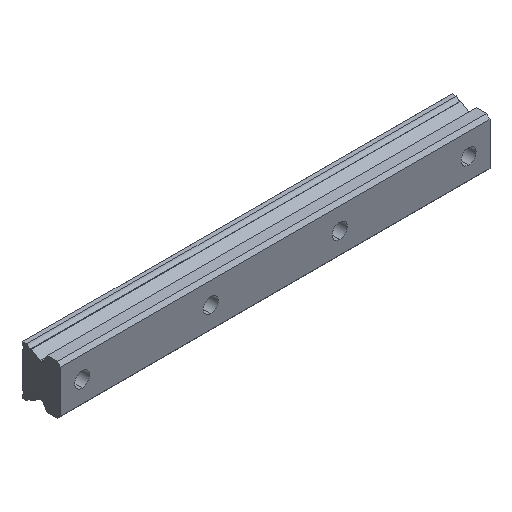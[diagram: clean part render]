
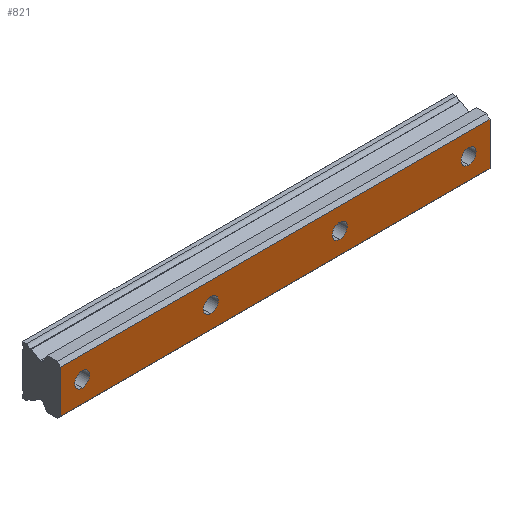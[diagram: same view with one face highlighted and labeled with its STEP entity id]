
A CAD part, isometric view. The second image highlights one B-rep face of the part: STEP entity #821.
In plain terms, the highlighted planar face has unit normal (0, -1, 0).
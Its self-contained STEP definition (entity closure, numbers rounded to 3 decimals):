
#6 = CIRCLE ( 'NONE', #1107, 3.5 ) ;
#7 = ORIENTED_EDGE ( 'NONE', *, *, #1099, .F. ) ;
#8 = DIRECTION ( 'NONE',  ( 0., 0., 1. ) ) ;
#16 = LINE ( 'NONE', #711, #893 ) ;
#17 = CARTESIAN_POINT ( 'NONE',  ( -10., 0., -9.9 ) ) ;
#23 = AXIS2_PLACEMENT_3D ( 'NONE', #1300, #1073, #1089 ) ;
#50 = VERTEX_POINT ( 'NONE', #1419 ) ;
#70 = ORIENTED_EDGE ( 'NONE', *, *, #693, .F. ) ;
#79 = EDGE_CURVE ( 'NONE', #390, #754, #16, .T. ) ;
#100 = DIRECTION ( 'NONE',  ( 0., 0., 1. ) ) ;
#123 = EDGE_CURVE ( 'NONE', #1151, #677, #997, .T. ) ;
#138 = EDGE_LOOP ( 'NONE', ( #169, #70 ) ) ;
#140 = DIRECTION ( 'NONE',  ( 0., -1., 0. ) ) ;
#166 = ORIENTED_EDGE ( 'NONE', *, *, #79, .F. ) ;
#168 = DIRECTION ( 'NONE',  ( 0., 0., 1. ) ) ;
#169 = ORIENTED_EDGE ( 'NONE', *, *, #719, .F. ) ;
#181 = CARTESIAN_POINT ( 'NONE',  ( 120., 0., 0. ) ) ;
#184 = LINE ( 'NONE', #431, #1141 ) ;
#225 = ORIENTED_EDGE ( 'NONE', *, *, #499, .F. ) ;
#227 = CARTESIAN_POINT ( 'NONE',  ( 120., 0., 0. ) ) ;
#234 = ORIENTED_EDGE ( 'NONE', *, *, #1048, .F. ) ;
#239 = CIRCLE ( 'NONE', #1055, 3.5 ) ;
#241 = CIRCLE ( 'NONE', #803, 3.5 ) ;
#261 = VECTOR ( 'NONE', #1115, 1000. ) ;
#274 = EDGE_CURVE ( 'NONE', #547, #390, #184, .T. ) ;
#297 = DIRECTION ( 'NONE',  ( 0., 0., 1. ) ) ;
#311 = CARTESIAN_POINT ( 'NONE',  ( 180., 0., -3.5 ) ) ;
#372 = CARTESIAN_POINT ( 'NONE',  ( 0., 0., 0. ) ) ;
#375 = CARTESIAN_POINT ( 'NONE',  ( 60., 0., 0. ) ) ;
#376 = FACE_BOUND ( 'NONE', #1058, .T. ) ;
#390 = VERTEX_POINT ( 'NONE', #1298 ) ;
#392 = EDGE_CURVE ( 'NONE', #794, #1370, #1053, .T. ) ;
#397 = DIRECTION ( 'NONE',  ( 0., 0., 1. ) ) ;
#401 = LINE ( 'NONE', #1339, #1359 ) ;
#431 = CARTESIAN_POINT ( 'NONE',  ( 190., 0., 9.9 ) ) ;
#447 = CARTESIAN_POINT ( 'NONE',  ( 120., 0., 3.5 ) ) ;
#469 = EDGE_CURVE ( 'NONE', #1139, #1227, #1504, .T. ) ;
#499 = EDGE_CURVE ( 'NONE', #754, #1507, #735, .T. ) ;
#513 = ORIENTED_EDGE ( 'NONE', *, *, #1468, .F. ) ;
#518 = CARTESIAN_POINT ( 'NONE',  ( 190., 0., -9.9 ) ) ;
#547 = VERTEX_POINT ( 'NONE', #1106 ) ;
#576 = ORIENTED_EDGE ( 'NONE', *, *, #469, .F. ) ;
#595 = CIRCLE ( 'NONE', #639, 3.5 ) ;
#596 = DIRECTION ( 'NONE',  ( 0., 0., 1. ) ) ;
#626 = DIRECTION ( 'NONE',  ( 0., -1., 0. ) ) ;
#639 = AXIS2_PLACEMENT_3D ( 'NONE', #375, #836, #397 ) ;
#677 = VERTEX_POINT ( 'NONE', #1347 ) ;
#682 = AXIS2_PLACEMENT_3D ( 'NONE', #181, #1525, #100 ) ;
#693 = EDGE_CURVE ( 'NONE', #50, #858, #772, .T. ) ;
#698 = CARTESIAN_POINT ( 'NONE',  ( 0., 0., 3.5 ) ) ;
#711 = CARTESIAN_POINT ( 'NONE',  ( 190., 0., 9.9 ) ) ;
#715 = CARTESIAN_POINT ( 'NONE',  ( 0., 0., -3.5 ) ) ;
#719 = EDGE_CURVE ( 'NONE', #858, #50, #239, .T. ) ;
#725 = AXIS2_PLACEMENT_3D ( 'NONE', #1319, #626, #746 ) ;
#735 = LINE ( 'NONE', #880, #261 ) ;
#746 = DIRECTION ( 'NONE',  ( 0., 0., 1. ) ) ;
#754 = VERTEX_POINT ( 'NONE', #518 ) ;
#761 = EDGE_LOOP ( 'NONE', ( #513, #1380 ) ) ;
#772 = CIRCLE ( 'NONE', #682, 3.5 ) ;
#794 = VERTEX_POINT ( 'NONE', #715 ) ;
#803 = AXIS2_PLACEMENT_3D ( 'NONE', #1098, #140, #8 ) ;
#815 = FACE_BOUND ( 'NONE', #1278, .T. ) ;
#821 = ADVANCED_FACE ( 'NONE', ( #1076, #956, #815, #1418, #376 ), #1281, .F. ) ;
#825 = DIRECTION ( 'NONE',  ( 0., 0., -1. ) ) ;
#836 = DIRECTION ( 'NONE',  ( 0., -1., 0. ) ) ;
#858 = VERTEX_POINT ( 'NONE', #447 ) ;
#880 = CARTESIAN_POINT ( 'NONE',  ( 190., 0., -9.9 ) ) ;
#890 = CARTESIAN_POINT ( 'NONE',  ( 60., 0., -3.5 ) ) ;
#893 = VECTOR ( 'NONE', #825, 1000. ) ;
#923 = ORIENTED_EDGE ( 'NONE', *, *, #1448, .F. ) ;
#956 = FACE_BOUND ( 'NONE', #761, .T. ) ;
#986 = DIRECTION ( 'NONE',  ( 0., 0., 1. ) ) ;
#997 = CIRCLE ( 'NONE', #23, 3.5 ) ;
#1048 = EDGE_CURVE ( 'NONE', #677, #1151, #241, .T. ) ;
#1049 = CARTESIAN_POINT ( 'NONE',  ( 190., 0., 9.9 ) ) ;
#1053 = CIRCLE ( 'NONE', #1104, 3.5 ) ;
#1055 = AXIS2_PLACEMENT_3D ( 'NONE', #227, #1184, #986 ) ;
#1058 = EDGE_LOOP ( 'NONE', ( #7, #576 ) ) ;
#1066 = ORIENTED_EDGE ( 'NONE', *, *, #274, .F. ) ;
#1073 = DIRECTION ( 'NONE',  ( 0., -1., 0. ) ) ;
#1076 = FACE_OUTER_BOUND ( 'NONE', #1274, .T. ) ;
#1089 = DIRECTION ( 'NONE',  ( 0., 0., 1. ) ) ;
#1098 = CARTESIAN_POINT ( 'NONE',  ( 180., 0., 0. ) ) ;
#1099 = EDGE_CURVE ( 'NONE', #1227, #1139, #595, .T. ) ;
#1104 = AXIS2_PLACEMENT_3D ( 'NONE', #372, #1178, #1526 ) ;
#1106 = CARTESIAN_POINT ( 'NONE',  ( -10., 0., 9.9 ) ) ;
#1107 = AXIS2_PLACEMENT_3D ( 'NONE', #1230, #1326, #297 ) ;
#1115 = DIRECTION ( 'NONE',  ( -1., 0., 0. ) ) ;
#1139 = VERTEX_POINT ( 'NONE', #890 ) ;
#1141 = VECTOR ( 'NONE', #1258, 1000. ) ;
#1147 = AXIS2_PLACEMENT_3D ( 'NONE', #1049, #1405, #596 ) ;
#1151 = VERTEX_POINT ( 'NONE', #311 ) ;
#1178 = DIRECTION ( 'NONE',  ( 0., -1., 0. ) ) ;
#1184 = DIRECTION ( 'NONE',  ( 0., -1., 0. ) ) ;
#1227 = VERTEX_POINT ( 'NONE', #1377 ) ;
#1230 = CARTESIAN_POINT ( 'NONE',  ( 0., 0., 0. ) ) ;
#1258 = DIRECTION ( 'NONE',  ( 1., 0., 0. ) ) ;
#1274 = EDGE_LOOP ( 'NONE', ( #225, #166, #1066, #923 ) ) ;
#1278 = EDGE_LOOP ( 'NONE', ( #234, #1356 ) ) ;
#1281 = PLANE ( 'NONE',  #1147 ) ;
#1298 = CARTESIAN_POINT ( 'NONE',  ( 190., 0., 9.9 ) ) ;
#1300 = CARTESIAN_POINT ( 'NONE',  ( 180., 0., 0. ) ) ;
#1319 = CARTESIAN_POINT ( 'NONE',  ( 60., 0., 0. ) ) ;
#1326 = DIRECTION ( 'NONE',  ( 0., -1., 0. ) ) ;
#1339 = CARTESIAN_POINT ( 'NONE',  ( -10., 0., 9.9 ) ) ;
#1347 = CARTESIAN_POINT ( 'NONE',  ( 180., 0., 3.5 ) ) ;
#1356 = ORIENTED_EDGE ( 'NONE', *, *, #123, .F. ) ;
#1359 = VECTOR ( 'NONE', #168, 1000. ) ;
#1370 = VERTEX_POINT ( 'NONE', #698 ) ;
#1377 = CARTESIAN_POINT ( 'NONE',  ( 60., 0., 3.5 ) ) ;
#1380 = ORIENTED_EDGE ( 'NONE', *, *, #392, .F. ) ;
#1405 = DIRECTION ( 'NONE',  ( 0., 1., 0. ) ) ;
#1418 = FACE_BOUND ( 'NONE', #138, .T. ) ;
#1419 = CARTESIAN_POINT ( 'NONE',  ( 120., 0., -3.5 ) ) ;
#1448 = EDGE_CURVE ( 'NONE', #1507, #547, #401, .T. ) ;
#1468 = EDGE_CURVE ( 'NONE', #1370, #794, #6, .T. ) ;
#1504 = CIRCLE ( 'NONE', #725, 3.5 ) ;
#1507 = VERTEX_POINT ( 'NONE', #17 ) ;
#1525 = DIRECTION ( 'NONE',  ( 0., -1., 0. ) ) ;
#1526 = DIRECTION ( 'NONE',  ( 0., 0., 1. ) ) ;
